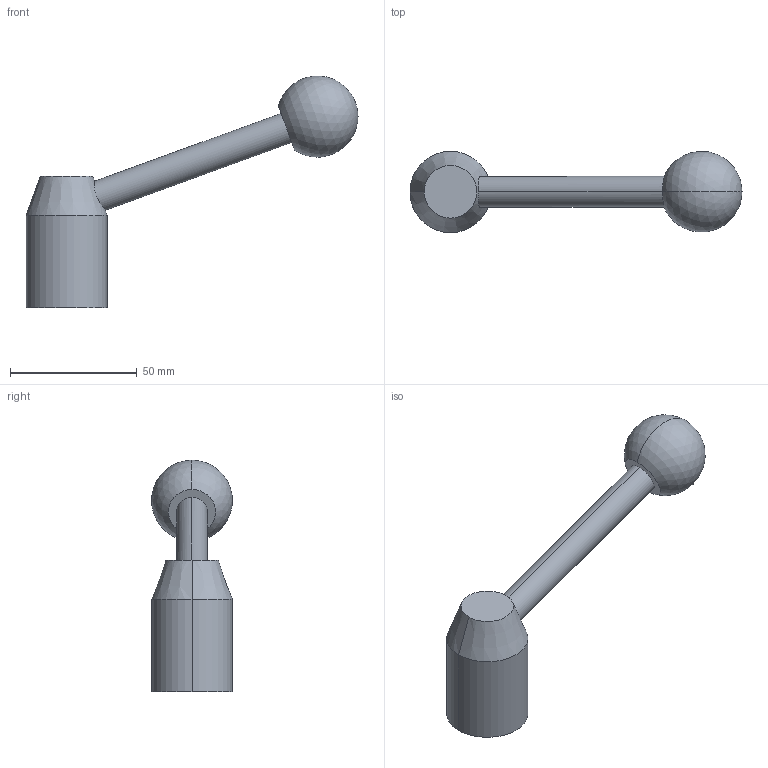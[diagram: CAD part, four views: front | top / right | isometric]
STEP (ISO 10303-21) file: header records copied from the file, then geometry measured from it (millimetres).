
FILE_DESCRIPTION(('STEP AP214'),'1');
FILE_NAME(' ',' ',('TraceParts'),('TraceParts S.A.'),'XStep 1.0',' ',' ');
FILE_SCHEMA(('automotive_design'));
Length unit declared in the file: millimetre
Products named in the file (1): 1
Bounding box: 131 x 32 x 91.47 mm (x, y, z)
Volume: 58462.8 mm3; surface area: 13434.6 mm2
Topology: 1 solids, 1 shells, 15 faces, 34 edges, 19 vertices
Faces by surface type: cylinder 6, cone 4, plane 3, sphere 2
Entity records: 846 total; most frequent: CARTESIAN_POINT 132, DIRECTION 75, STYLED_ITEM 65, PRESENTATION_STYLE_ASSIGNMENT 65, COLOUR_RGB 65, ORIENTED_EDGE 60, AXIS2_PLACEMENT_3D 32, EDGE_CURVE 30
